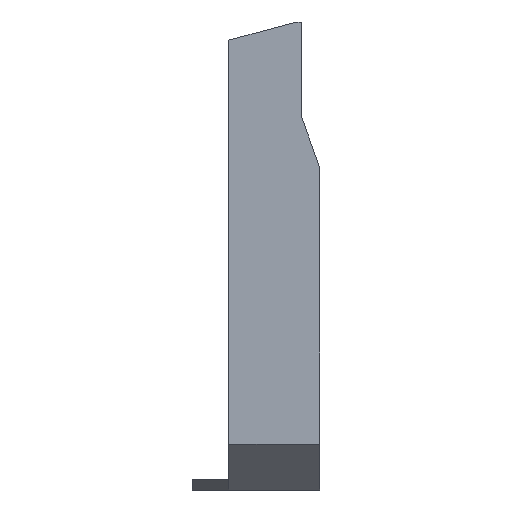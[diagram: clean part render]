
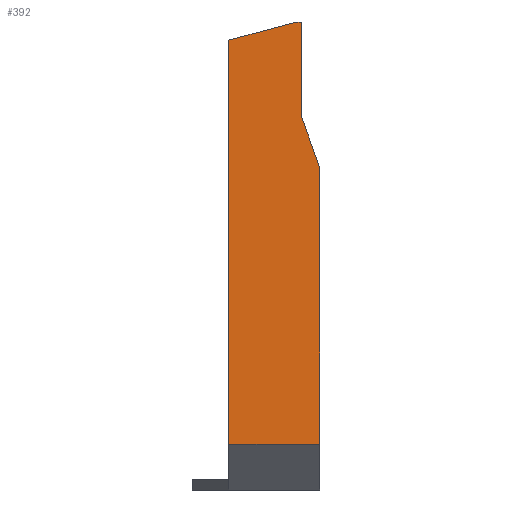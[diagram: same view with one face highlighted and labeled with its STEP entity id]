
A CAD part, left-side view. The second image highlights one B-rep face of the part: STEP entity #392.
In plain terms, the highlighted planar face has unit normal (-1, 0, 0).
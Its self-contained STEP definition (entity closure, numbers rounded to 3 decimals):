
#57 = VECTOR ( 'NONE', #1524, 1000. ) ;
#144 = CARTESIAN_POINT ( 'NONE',  ( -62., 0., -40. ) ) ;
#159 = LINE ( 'NONE', #844, #1464 ) ;
#211 = EDGE_CURVE ( 'NONE', #1645, #1190, #722, .T. ) ;
#215 = VERTEX_POINT ( 'NONE', #296 ) ;
#230 = CARTESIAN_POINT ( 'NONE',  ( -62., 6.34, 78. ) ) ;
#281 = LINE ( 'NONE', #144, #1063 ) ;
#296 = CARTESIAN_POINT ( 'NONE',  ( -62., 25., 73. ) ) ;
#348 = VECTOR ( 'NONE', #943, 1000. ) ;
#388 = ORIENTED_EDGE ( 'NONE', *, *, #442, .F. ) ;
#392 = ADVANCED_FACE ( 'NONE', ( #973 ), #529, .T. ) ;
#394 = LINE ( 'NONE', #1071, #57 ) ;
#395 = CARTESIAN_POINT ( 'NONE',  ( -62., 7.5, 78. ) ) ;
#435 = VECTOR ( 'NONE', #1328, 1000. ) ;
#442 = EDGE_CURVE ( 'NONE', #958, #1788, #394, .T. ) ;
#529 = PLANE ( 'NONE',  #1036 ) ;
#530 = CARTESIAN_POINT ( 'NONE',  ( -62., 0., -38. ) ) ;
#563 = DIRECTION ( 'NONE',  ( 0., -0.966, 0.259 ) ) ;
#680 = DIRECTION ( 'NONE',  ( 0., 0., 1. ) ) ;
#699 = DIRECTION ( 'NONE',  ( 0., 0., 1. ) ) ;
#706 = VERTEX_POINT ( 'NONE', #230 ) ;
#708 = LINE ( 'NONE', #395, #348 ) ;
#711 = DIRECTION ( 'NONE',  ( 0., 1., 0. ) ) ;
#722 = LINE ( 'NONE', #1266, #1465 ) ;
#744 = EDGE_CURVE ( 'NONE', #958, #1342, #1608, .T. ) ;
#844 = CARTESIAN_POINT ( 'NONE',  ( -62., 22.797, 73.59 ) ) ;
#943 = DIRECTION ( 'NONE',  ( 0., 1., 0. ) ) ;
#954 = DIRECTION ( 'NONE',  ( 0., 0., 1. ) ) ;
#958 = VERTEX_POINT ( 'NONE', #1014 ) ;
#973 = FACE_OUTER_BOUND ( 'NONE', #1331, .T. ) ;
#976 = CARTESIAN_POINT ( 'NONE',  ( -62., 25., -40. ) ) ;
#1014 = CARTESIAN_POINT ( 'NONE',  ( -62., 5., 52. ) ) ;
#1036 = AXIS2_PLACEMENT_3D ( 'NONE', #1339, #1634, #954 ) ;
#1041 = ORIENTED_EDGE ( 'NONE', *, *, #1723, .T. ) ;
#1044 = ORIENTED_EDGE ( 'NONE', *, *, #744, .T. ) ;
#1063 = VECTOR ( 'NONE', #699, 1000. ) ;
#1071 = CARTESIAN_POINT ( 'NONE',  ( -62., -11.103, 6.912 ) ) ;
#1189 = EDGE_CURVE ( 'NONE', #1190, #215, #1502, .T. ) ;
#1190 = VERTEX_POINT ( 'NONE', #1362 ) ;
#1241 = ORIENTED_EDGE ( 'NONE', *, *, #1711, .T. ) ;
#1248 = EDGE_CURVE ( 'NONE', #215, #706, #159, .T. ) ;
#1266 = CARTESIAN_POINT ( 'NONE',  ( -62., 0., -38. ) ) ;
#1328 = DIRECTION ( 'NONE',  ( 0., 0., 1. ) ) ;
#1331 = EDGE_LOOP ( 'NONE', ( #1535, #1481, #1389, #1241, #388, #1044, #1041 ) ) ;
#1339 = CARTESIAN_POINT ( 'NONE',  ( -62., 0., -40. ) ) ;
#1342 = VERTEX_POINT ( 'NONE', #1568 ) ;
#1362 = CARTESIAN_POINT ( 'NONE',  ( -62., 25., -38. ) ) ;
#1389 = ORIENTED_EDGE ( 'NONE', *, *, #211, .F. ) ;
#1428 = CARTESIAN_POINT ( 'NONE',  ( -62., 5., 52. ) ) ;
#1464 = VECTOR ( 'NONE', #563, 1000. ) ;
#1465 = VECTOR ( 'NONE', #711, 1000. ) ;
#1481 = ORIENTED_EDGE ( 'NONE', *, *, #1189, .F. ) ;
#1502 = LINE ( 'NONE', #976, #1616 ) ;
#1524 = DIRECTION ( 'NONE',  ( 0., -0.336, -0.942 ) ) ;
#1535 = ORIENTED_EDGE ( 'NONE', *, *, #1248, .F. ) ;
#1568 = CARTESIAN_POINT ( 'NONE',  ( -62., 5., 78. ) ) ;
#1608 = LINE ( 'NONE', #1428, #435 ) ;
#1616 = VECTOR ( 'NONE', #680, 1000. ) ;
#1634 = DIRECTION ( 'NONE',  ( -1., 0., 0. ) ) ;
#1645 = VERTEX_POINT ( 'NONE', #530 ) ;
#1700 = CARTESIAN_POINT ( 'NONE',  ( -62., 0., 38. ) ) ;
#1711 = EDGE_CURVE ( 'NONE', #1645, #1788, #281, .T. ) ;
#1723 = EDGE_CURVE ( 'NONE', #1342, #706, #708, .T. ) ;
#1788 = VERTEX_POINT ( 'NONE', #1700 ) ;
